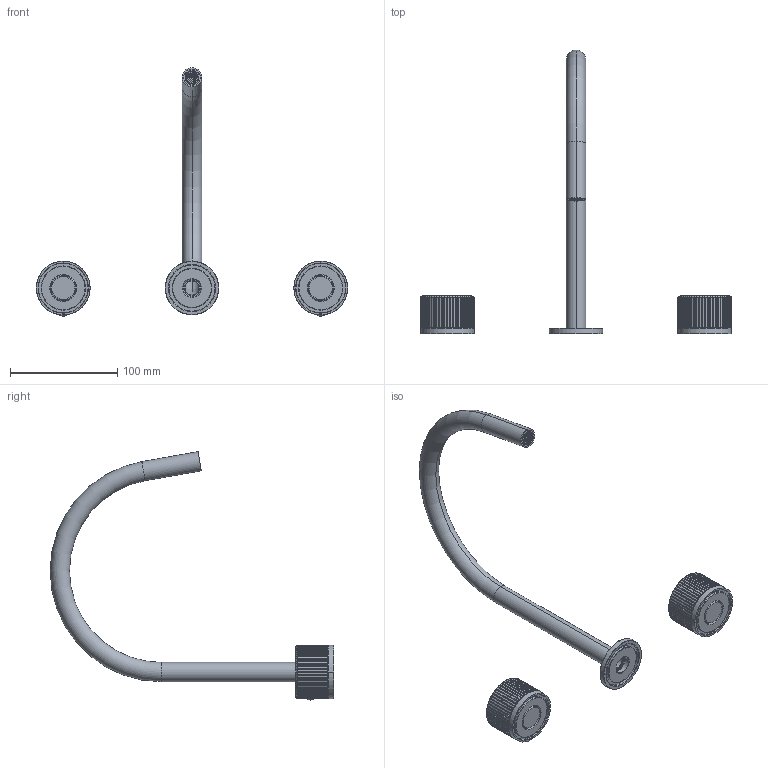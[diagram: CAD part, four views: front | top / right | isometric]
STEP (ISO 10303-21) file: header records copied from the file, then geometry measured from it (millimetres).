
FILE_DESCRIPTION((''),'2;1');
FILE_NAME('JO052CR','2021-02-09T09:57:20',('ut3'),('PAFFONI SpA'),'CREO PARAMETRIC BY PTC INC, 2020044','CREO PARAMETRIC BY PTC INC, 2020044','');
FILE_SCHEMA(('CONFIG_CONTROL_DESIGN','SHAPE_APPEARANCE_LAYERS_GROUPS'));
Length unit declared in the file: millimetre
Products named in the file (1): JO052CR
Bounding box: 290 x 264.32 x 231.59 mm (x, y, z)
Volume: 121281.4 mm3; surface area: 103345.7 mm2
Topology: 7 solids, 7 shells, 1210 faces, 3206 edges, 2056 vertices
Faces by surface type: plane 588, cylinder 524, cone 52, torus 38, sphere 4, bspline 4
Entity records: 54231 total; most frequent: CARTESIAN_POINT 15825, ORIENTED_EDGE 6380, DIRECTION 5950, EDGE_CURVE 3190, AXIS2_PLACEMENT_3D 2222, VERTEX_POINT 2056, VECTOR 1506, LINE 1506
